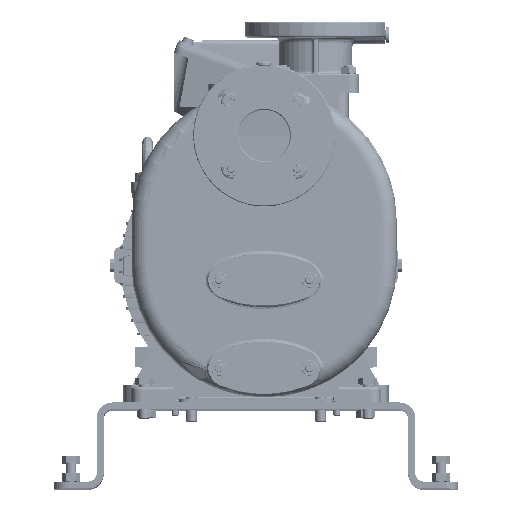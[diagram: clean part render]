
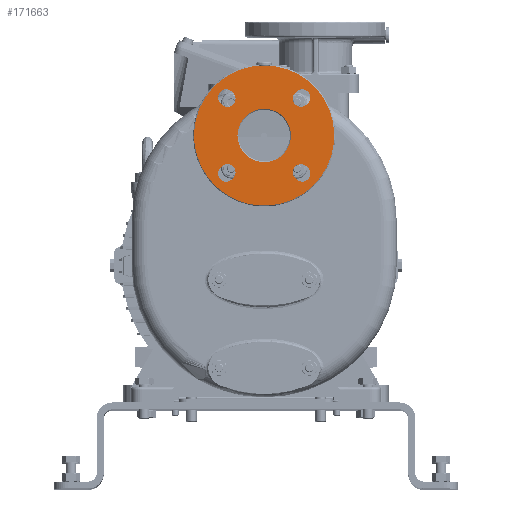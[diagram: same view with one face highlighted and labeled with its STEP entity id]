
A CAD part, top view. The second image highlights one B-rep face of the part: STEP entity #171663.
In plain terms, the highlighted planar face has unit normal (0, 0, 1).
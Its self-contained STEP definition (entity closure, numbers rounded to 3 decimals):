
#44398=CARTESIAN_POINT('',(9.5,310.,134.));
#44399=DIRECTION('',(0.,0.,1.));
#44400=DIRECTION('',(-0.156,0.988,0.));
#44401=AXIS2_PLACEMENT_3D('',#44398,#44399,#44400);
#44424=DIRECTION('',(1.,0.,0.));
#44425=VECTOR('',#44424,25.456);
#44426=CARTESIAN_POINT('',(-3.228,390.5,134.));
#44427=LINE('',#44426,#44425);
#44428=CARTESIAN_POINT('',(9.5,310.,134.));
#44429=DIRECTION('',(0.,0.,1.));
#44430=DIRECTION('',(0.,1.,0.));
#44431=AXIS2_PLACEMENT_3D('',#44428,#44429,#44430);
#44433=CARTESIAN_POINT('',(9.5,310.,134.));
#44434=DIRECTION('',(0.,0.,1.));
#44435=DIRECTION('',(0.,-1.,0.));
#44436=AXIS2_PLACEMENT_3D('',#44433,#44434,#44435);
#44438=DIRECTION('',(0.707,0.707,0.));
#44439=VECTOR('',#44438,2.);
#44440=CARTESIAN_POINT('',(58.997,346.062,134.));
#44441=LINE('',#44440,#44439);
#44442=CARTESIAN_POINT('',(53.694,354.194,134.));
#44443=DIRECTION('',(0.,0.,1.));
#44444=DIRECTION('',(0.707,-0.707,0.));
#44445=AXIS2_PLACEMENT_3D('',#44442,#44443,#44444);
#44447=DIRECTION('',(-0.707,-0.707,0.));
#44448=VECTOR('',#44447,2.);
#44449=CARTESIAN_POINT('',(46.977,360.912,134.));
#44450=LINE('',#44449,#44448);
#44451=CARTESIAN_POINT('',(52.28,352.78,134.));
#44452=DIRECTION('',(0.,0.,1.));
#44453=DIRECTION('',(-0.707,0.707,0.));
#44454=AXIS2_PLACEMENT_3D('',#44451,#44452,#44453);
#44456=DIRECTION('',(-0.707,0.707,0.));
#44457=VECTOR('',#44456,2.);
#44458=CARTESIAN_POINT('',(-26.562,359.497,134.));
#44459=LINE('',#44458,#44457);
#44460=CARTESIAN_POINT('',(-34.694,354.194,134.));
#44461=DIRECTION('',(0.,0.,1.));
#44462=DIRECTION('',(0.707,0.707,0.));
#44463=AXIS2_PLACEMENT_3D('',#44460,#44461,#44462);
#44465=DIRECTION('',(0.707,-0.707,0.));
#44466=VECTOR('',#44465,2.);
#44467=CARTESIAN_POINT('',(-41.412,347.477,134.));
#44468=LINE('',#44467,#44466);
#44469=CARTESIAN_POINT('',(-33.28,352.78,134.));
#44470=DIRECTION('',(0.,0.,1.));
#44471=DIRECTION('',(-0.707,-0.707,0.));
#44472=AXIS2_PLACEMENT_3D('',#44469,#44470,#44471);
#44474=DIRECTION('',(-0.707,-0.707,0.));
#44475=VECTOR('',#44474,2.);
#44476=CARTESIAN_POINT('',(-39.997,273.938,134.));
#44477=LINE('',#44476,#44475);
#44478=CARTESIAN_POINT('',(-34.694,265.806,134.));
#44479=DIRECTION('',(0.,0.,1.));
#44480=DIRECTION('',(-0.707,0.707,0.));
#44481=AXIS2_PLACEMENT_3D('',#44478,#44479,#44480);
#44483=DIRECTION('',(0.707,0.707,0.));
#44484=VECTOR('',#44483,2.);
#44485=CARTESIAN_POINT('',(-27.977,259.088,134.));
#44486=LINE('',#44485,#44484);
#44487=CARTESIAN_POINT('',(-33.28,267.22,134.));
#44488=DIRECTION('',(0.,0.,1.));
#44489=DIRECTION('',(0.707,-0.707,0.));
#44490=AXIS2_PLACEMENT_3D('',#44487,#44488,#44489);
#44492=DIRECTION('',(0.707,-0.707,0.));
#44493=VECTOR('',#44492,2.);
#44494=CARTESIAN_POINT('',(45.562,260.503,134.));
#44495=LINE('',#44494,#44493);
#44496=CARTESIAN_POINT('',(53.694,265.806,134.));
#44497=DIRECTION('',(0.,0.,1.));
#44498=DIRECTION('',(-0.707,-0.707,0.));
#44499=AXIS2_PLACEMENT_3D('',#44496,#44497,#44498);
#44501=DIRECTION('',(-0.707,0.707,0.));
#44502=VECTOR('',#44501,2.);
#44503=CARTESIAN_POINT('',(60.412,272.523,134.));
#44504=LINE('',#44503,#44502);
#44505=CARTESIAN_POINT('',(52.28,267.22,134.));
#44506=DIRECTION('',(0.,0.,1.));
#44507=DIRECTION('',(0.707,0.707,0.));
#44508=AXIS2_PLACEMENT_3D('',#44505,#44506,#44507);
#109378=CARTESIAN_POINT('',(58.997,346.062,134.));
#109379=CARTESIAN_POINT('',(60.412,347.477,134.));
#109380=VERTEX_POINT('',#109378);
#109381=VERTEX_POINT('',#109379);
#109382=CARTESIAN_POINT('',(46.977,360.912,134.));
#109383=VERTEX_POINT('',#109382);
#109384=CARTESIAN_POINT('',(45.562,359.497,134.));
#109385=VERTEX_POINT('',#109384);
#109394=CARTESIAN_POINT('',(-26.562,359.497,134.));
#109395=CARTESIAN_POINT('',(-27.977,360.912,134.));
#109396=VERTEX_POINT('',#109394);
#109397=VERTEX_POINT('',#109395);
#109398=CARTESIAN_POINT('',(-41.412,347.477,134.));
#109399=VERTEX_POINT('',#109398);
#109400=CARTESIAN_POINT('',(-39.997,346.062,134.));
#109401=VERTEX_POINT('',#109400);
#109410=CARTESIAN_POINT('',(-39.997,273.938,134.));
#109411=CARTESIAN_POINT('',(-41.412,272.523,134.));
#109412=VERTEX_POINT('',#109410);
#109413=VERTEX_POINT('',#109411);
#109414=CARTESIAN_POINT('',(-27.977,259.088,134.));
#109415=VERTEX_POINT('',#109414);
#109416=CARTESIAN_POINT('',(-26.562,260.503,134.));
#109417=VERTEX_POINT('',#109416);
#109426=CARTESIAN_POINT('',(45.562,260.503,134.));
#109427=CARTESIAN_POINT('',(46.977,259.088,134.));
#109428=VERTEX_POINT('',#109426);
#109429=VERTEX_POINT('',#109427);
#109430=CARTESIAN_POINT('',(60.412,272.523,134.));
#109431=VERTEX_POINT('',#109430);
#109432=CARTESIAN_POINT('',(58.997,273.938,134.));
#109433=VERTEX_POINT('',#109432);
#109442=CARTESIAN_POINT('',(-3.228,390.5,134.));
#109443=CARTESIAN_POINT('',(22.228,390.5,134.));
#109444=VERTEX_POINT('',#109442);
#109445=VERTEX_POINT('',#109443);
#109626=CARTESIAN_POINT('',(9.5,341.,134.));
#109627=CARTESIAN_POINT('',(9.5,279.,134.));
#109628=VERTEX_POINT('',#109626);
#109629=VERTEX_POINT('',#109627);
#171608=CARTESIAN_POINT('',(9.5,310.,134.));
#171609=DIRECTION('',(0.,0.,1.));
#171610=DIRECTION('',(0.,-1.,0.));
#171611=AXIS2_PLACEMENT_3D('',#171608,#171609,#171610);
#171612=PLANE('',#171611);
#171613=ORIENTED_EDGE('',*,*,#171583,.T.);
#171614=ORIENTED_EDGE('',*,*,#171599,.F.);
#171615=EDGE_LOOP('',(#171613,#171614));
#171616=FACE_OUTER_BOUND('',#171615,.F.);
#171618=ORIENTED_EDGE('',*,*,#171617,.T.);
#171620=ORIENTED_EDGE('',*,*,#171619,.T.);
#171621=EDGE_LOOP('',(#171618,#171620));
#171622=FACE_BOUND('',#171621,.F.);
#171624=ORIENTED_EDGE('',*,*,#171623,.T.);
#171626=ORIENTED_EDGE('',*,*,#171625,.T.);
#171628=ORIENTED_EDGE('',*,*,#171627,.T.);
#171630=ORIENTED_EDGE('',*,*,#171629,.T.);
#171631=EDGE_LOOP('',(#171624,#171626,#171628,#171630));
#171632=FACE_BOUND('',#171631,.F.);
#171634=ORIENTED_EDGE('',*,*,#171633,.T.);
#171636=ORIENTED_EDGE('',*,*,#171635,.T.);
#171638=ORIENTED_EDGE('',*,*,#171637,.T.);
#171640=ORIENTED_EDGE('',*,*,#171639,.T.);
#171641=EDGE_LOOP('',(#171634,#171636,#171638,#171640));
#171642=FACE_BOUND('',#171641,.F.);
#171644=ORIENTED_EDGE('',*,*,#171643,.T.);
#171646=ORIENTED_EDGE('',*,*,#171645,.T.);
#171648=ORIENTED_EDGE('',*,*,#171647,.T.);
#171650=ORIENTED_EDGE('',*,*,#171649,.T.);
#171651=EDGE_LOOP('',(#171644,#171646,#171648,#171650));
#171652=FACE_BOUND('',#171651,.F.);
#171654=ORIENTED_EDGE('',*,*,#171653,.T.);
#171656=ORIENTED_EDGE('',*,*,#171655,.T.);
#171658=ORIENTED_EDGE('',*,*,#171657,.T.);
#171660=ORIENTED_EDGE('',*,*,#171659,.T.);
#171661=EDGE_LOOP('',(#171654,#171656,#171658,#171660));
#171662=FACE_BOUND('',#171661,.F.);
#171663=ADVANCED_FACE('',(#171616,#171622,#171632,#171642,#171652,#171662),
#171612,.T.);
#44402=CIRCLE('',#44401,81.5);
#44432=CIRCLE('',#44431,31.);
#44437=CIRCLE('',#44436,31.);
#44446=CIRCLE('',#44445,9.5);
#44455=CIRCLE('',#44454,9.5);
#44464=CIRCLE('',#44463,9.5);
#44473=CIRCLE('',#44472,9.5);
#44482=CIRCLE('',#44481,9.5);
#44491=CIRCLE('',#44490,9.5);
#44500=CIRCLE('',#44499,9.5);
#44509=CIRCLE('',#44508,9.5);
#171583=EDGE_CURVE('',#109444,#109445,#44427,.T.);
#171599=EDGE_CURVE('',#109444,#109445,#44402,.T.);
#171617=EDGE_CURVE('',#109628,#109629,#44432,.T.);
#171619=EDGE_CURVE('',#109629,#109628,#44437,.T.);
#171623=EDGE_CURVE('',#109380,#109381,#44441,.T.);
#171625=EDGE_CURVE('',#109381,#109383,#44446,.T.);
#171627=EDGE_CURVE('',#109383,#109385,#44450,.T.);
#171629=EDGE_CURVE('',#109385,#109380,#44455,.T.);
#171633=EDGE_CURVE('',#109396,#109397,#44459,.T.);
#171635=EDGE_CURVE('',#109397,#109399,#44464,.T.);
#171637=EDGE_CURVE('',#109399,#109401,#44468,.T.);
#171639=EDGE_CURVE('',#109401,#109396,#44473,.T.);
#171643=EDGE_CURVE('',#109412,#109413,#44477,.T.);
#171645=EDGE_CURVE('',#109413,#109415,#44482,.T.);
#171647=EDGE_CURVE('',#109415,#109417,#44486,.T.);
#171649=EDGE_CURVE('',#109417,#109412,#44491,.T.);
#171653=EDGE_CURVE('',#109428,#109429,#44495,.T.);
#171655=EDGE_CURVE('',#109429,#109431,#44500,.T.);
#171657=EDGE_CURVE('',#109431,#109433,#44504,.T.);
#171659=EDGE_CURVE('',#109433,#109428,#44509,.T.);
